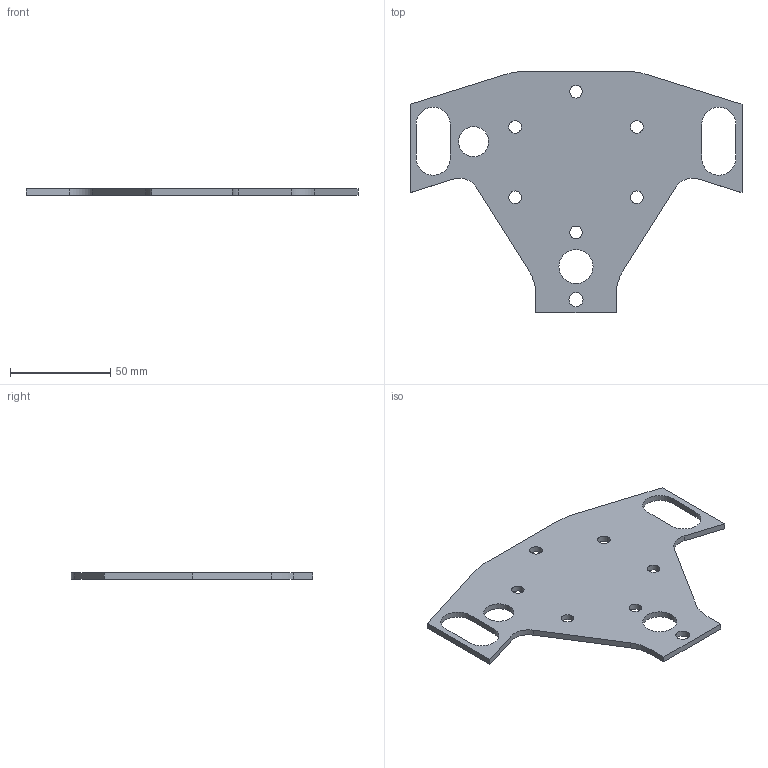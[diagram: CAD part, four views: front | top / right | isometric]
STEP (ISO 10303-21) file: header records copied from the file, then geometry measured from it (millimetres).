
FILE_DESCRIPTION(/* description */ ('','CAx-IF Rec.Pracs.---Representation and Presentation of Product Manufacturing Information (PMI)---4.0---2014-10-13'),/* implementation_level */ '2;1');
FILE_NAME(/* name */ 'Logitech RS Wheel Template.step',/* time_stamp */ '2025-02-28T14:01:26-05:00',/* author */ (''),/* organization */ (''),/* preprocessor_version */ 'ST-DEVELOPER v20',/* originating_system */ 'Autodesk Translation Framework v13.20.0.188',/* authorisation */ '');
FILE_SCHEMA (('AP242_MANAGED_MODEL_BASED_3D_ENGINEERING_MIM_LF { 1 0 10303 442 1 1 4 }'));
Length unit declared in the file: millimetre
Products named in the file (1): Logitech RS Wheel template
Bounding box: 165.3 x 120.22 x 3 mm (x, y, z)
Volume: 32479.4 mm3; surface area: 24429.4 mm2
Topology: 1 solids, 1 shells, 37 faces, 105 edges, 70 vertices
Faces by surface type: cylinder 19, plane 18
Full cylindrical faces by diameter (mm): 6.25 x6, 7 x1, 15 x1, 17 x1
Entity records: 1294 total; most frequent: DIRECTION 219, CARTESIAN_POINT 213, ORIENTED_EDGE 210, EDGE_CURVE 105, AXIS2_PLACEMENT_3D 76, VERTEX_POINT 70, LINE 67, VECTOR 67
